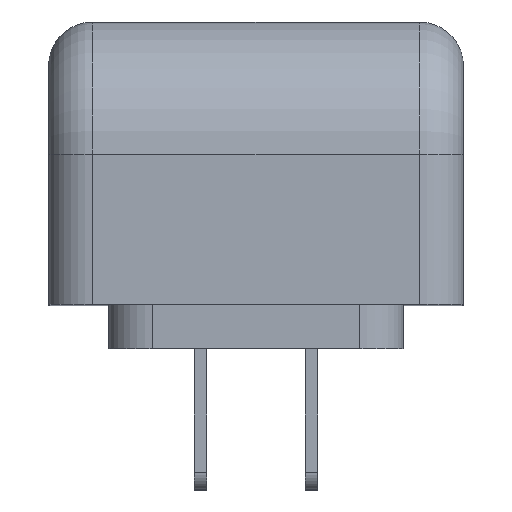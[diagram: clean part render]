
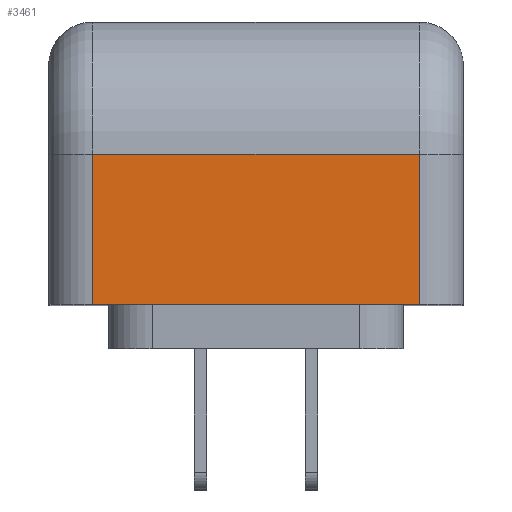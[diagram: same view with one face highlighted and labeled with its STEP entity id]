
A CAD part, top view. The second image highlights one B-rep face of the part: STEP entity #3461.
In plain terms, the highlighted planar face has unit normal (0, 0, 1).
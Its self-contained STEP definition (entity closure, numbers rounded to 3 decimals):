
#90 = CARTESIAN_POINT ( 'NONE',  ( -18.5, 17., 42. ) ) ;
#248 = CARTESIAN_POINT ( 'NONE',  ( -18.5, 32., 42. ) ) ;
#289 = CARTESIAN_POINT ( 'NONE',  ( 18.5, 32., 42. ) ) ;
#474 = EDGE_CURVE ( 'NONE', #3206, #1861, #2350, .T. ) ;
#617 = VECTOR ( 'NONE', #2405, 1000. ) ;
#692 = CARTESIAN_POINT ( 'NONE',  ( 23.5, 17., 42. ) ) ;
#736 = DIRECTION ( 'NONE',  ( 1., 0., 0. ) ) ;
#1095 = PLANE ( 'NONE',  #1881 ) ;
#1356 = ORIENTED_EDGE ( 'NONE', *, *, #3858, .T. ) ;
#1416 = VECTOR ( 'NONE', #2384, 1000. ) ;
#1451 = LINE ( 'NONE', #692, #4153 ) ;
#1543 = EDGE_LOOP ( 'NONE', ( #1752, #2771, #4242, #1356 ) ) ;
#1670 = EDGE_CURVE ( 'NONE', #3589, #3206, #1451, .T. ) ;
#1746 = CARTESIAN_POINT ( 'NONE',  ( -18.5, 0., 42. ) ) ;
#1752 = ORIENTED_EDGE ( 'NONE', *, *, #1670, .T. ) ;
#1834 = CARTESIAN_POINT ( 'NONE',  ( 23.5, 32., 42. ) ) ;
#1861 = VERTEX_POINT ( 'NONE', #1746 ) ;
#1881 = AXIS2_PLACEMENT_3D ( 'NONE', #1834, #4304, #2193 ) ;
#2070 = LINE ( 'NONE', #2870, #2506 ) ;
#2193 = DIRECTION ( 'NONE',  ( -1., 0., 0. ) ) ;
#2350 = LINE ( 'NONE', #248, #1416 ) ;
#2384 = DIRECTION ( 'NONE',  ( 0., -1., 0. ) ) ;
#2405 = DIRECTION ( 'NONE',  ( 0., 1., 0. ) ) ;
#2483 = CARTESIAN_POINT ( 'NONE',  ( 18.5, 0., 42. ) ) ;
#2506 = VECTOR ( 'NONE', #736, 1000. ) ;
#2771 = ORIENTED_EDGE ( 'NONE', *, *, #474, .T. ) ;
#2870 = CARTESIAN_POINT ( 'NONE',  ( 23.5, 0., 42. ) ) ;
#3180 = DIRECTION ( 'NONE',  ( -1., 0., 0. ) ) ;
#3206 = VERTEX_POINT ( 'NONE', #90 ) ;
#3461 = ADVANCED_FACE ( 'NONE', ( #4137 ), #1095, .F. ) ;
#3462 = LINE ( 'NONE', #289, #617 ) ;
#3589 = VERTEX_POINT ( 'NONE', #4032 ) ;
#3858 = EDGE_CURVE ( 'NONE', #3946, #3589, #3462, .T. ) ;
#3946 = VERTEX_POINT ( 'NONE', #2483 ) ;
#4032 = CARTESIAN_POINT ( 'NONE',  ( 18.5, 17., 42. ) ) ;
#4128 = EDGE_CURVE ( 'NONE', #1861, #3946, #2070, .T. ) ;
#4137 = FACE_OUTER_BOUND ( 'NONE', #1543, .T. ) ;
#4153 = VECTOR ( 'NONE', #3180, 1000. ) ;
#4242 = ORIENTED_EDGE ( 'NONE', *, *, #4128, .T. ) ;
#4304 = DIRECTION ( 'NONE',  ( 0., 0., -1. ) ) ;
